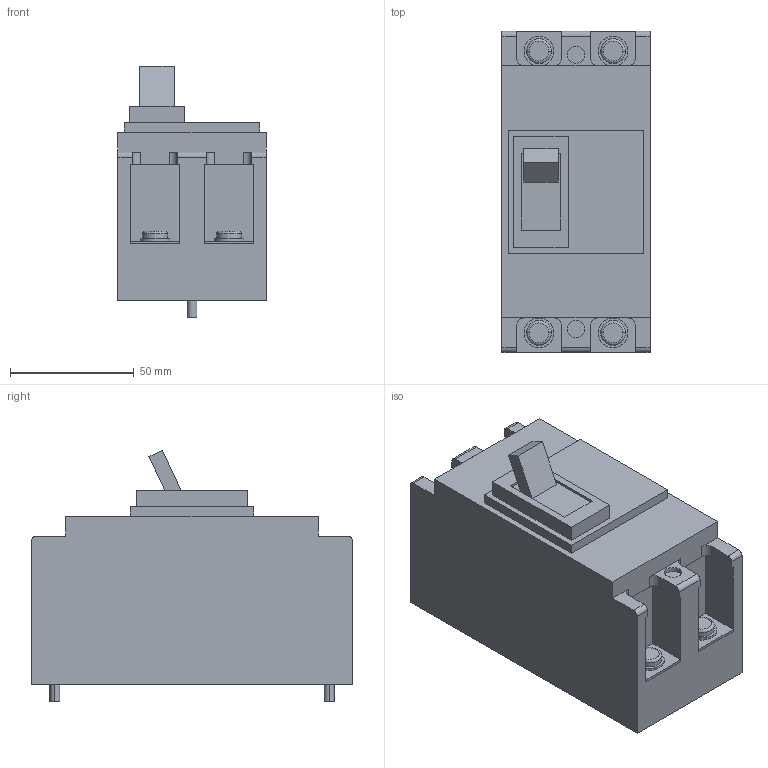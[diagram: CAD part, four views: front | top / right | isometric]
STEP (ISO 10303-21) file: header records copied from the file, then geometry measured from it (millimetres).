
FILE_DESCRIPTION (( 'STEP AP214' ), '1' );
FILE_NAME ('PS125NF2F.STEP', '2023-02-28T10:33:40', ( 'CAD' ), ( '' ), 'SwSTEP 2.0', 'SolidWorks 2015', '' );
FILE_SCHEMA (( 'AUTOMOTIVE_DESIGN' ));
Length unit declared in the file: millimetre
Products named in the file (1): PS125NF2F
Bounding box: 60 x 130 x 101.74 mm (x, y, z)
Volume: 490880.4 mm3; surface area: 58529.3 mm2
Topology: 11 solids, 11 shells, 192 faces, 442 edges, 292 vertices
Faces by surface type: plane 114, cylinder 70, torus 8
Entity records: 6321 total; most frequent: DIRECTION 984, CARTESIAN_POINT 927, ORIENTED_EDGE 884, EDGE_CURVE 442, AXIS2_PLACEMENT_3D 349, VERTEX_POINT 292, VECTOR 286, LINE 286
